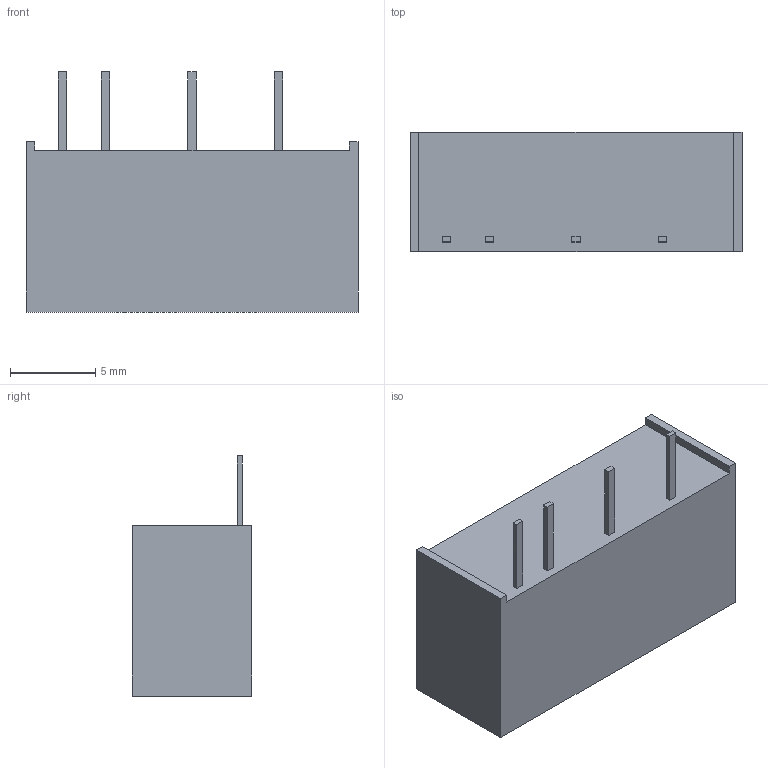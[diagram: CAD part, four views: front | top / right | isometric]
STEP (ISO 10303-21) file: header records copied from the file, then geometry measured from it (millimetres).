
FILE_DESCRIPTION (( 'STEP AP214' ), '1' );
FILE_NAME ('B1205S-2W.STEP', '2020-10-15T09:04:30', ( '' ), ( '' ), 'SwSTEP 2.0', 'SolidWorks 2020', '' );
FILE_SCHEMA (( 'AUTOMOTIVE_DESIGN' ));
Length unit declared in the file: millimetre
Products named in the file (1): B1205S-2W
Bounding box: 19.5 x 7 x 14.1 mm (x, y, z)
Volume: 1303 mm3; surface area: 821 mm2
Topology: 1 solids, 1 shells, 156 faces, 414 edges, 276 vertices
Faces by surface type: plane 124, bspline 30, cylinder 2
Entity records: 6606 total; most frequent: CARTESIAN_POINT 2557, ORIENTED_EDGE 828, DIRECTION 612, EDGE_CURVE 414, LINE 350, VECTOR 350, VERTEX_POINT 276, EDGE_LOOP 172
